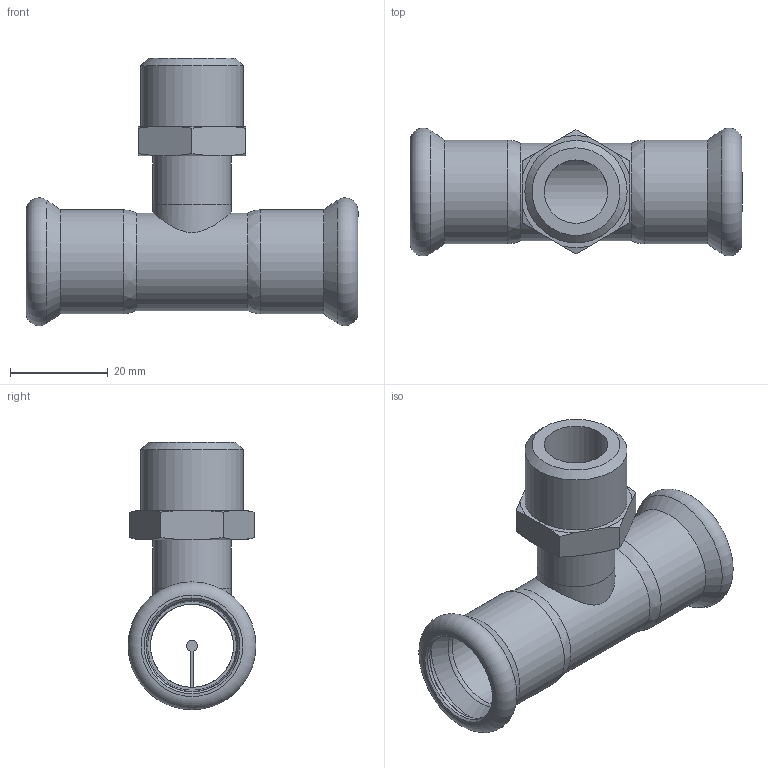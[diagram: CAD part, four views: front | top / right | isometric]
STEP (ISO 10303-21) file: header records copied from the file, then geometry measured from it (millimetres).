
FILE_DESCRIPTION(/* description */ (''),/* implementation_level */ '2;1');
FILE_NAME(/* name */ '81455.stp',/* time_stamp */ '2014-04-03T09:24:03+02:00',/* author */ ('bruh'),/* organization */ (''),/* preprocessor_version */ 'ST-DEVELOPER v15.2',/* originating_system */ 'Autodesk Inventor 2014',/* authorisation */ '');
FILE_SCHEMA (('AUTOMOTIVE_DESIGN { 1 0 10303 214 3 1 1 }'));
Length unit declared in the file: millimetre
Products named in the file (4): 401090; 900022; 101979; 81455
Bounding box: 68 x 26.19 x 54.8 mm (x, y, z)
Volume: 12686.5 mm3; surface area: 13941.2 mm2
Topology: 4 solids, 4 shells, 73 faces, 158 edges, 100 vertices
Faces by surface type: plane 27, cone 21, cylinder 17, torus 6, bspline 2
Full cylindrical faces by diameter (mm): 13 x2, 16 x2, 17 x3, 18.2 x2, 18.8 x2, 20 x1, 20.955 x1, 21.3 x2
Entity records: 1512 total; most frequent: CARTESIAN_POINT 382, DIRECTION 232, ORIENTED_EDGE 186, AXIS2_PLACEMENT_3D 106, EDGE_CURVE 93, EDGE_LOOP 85, VERTEX_POINT 70, ADVANCED_FACE 53
